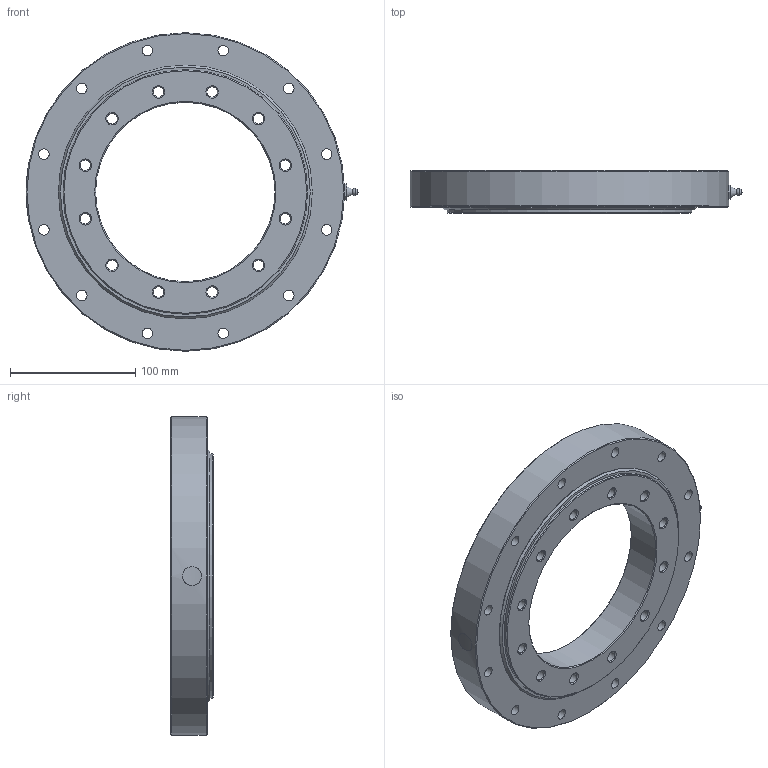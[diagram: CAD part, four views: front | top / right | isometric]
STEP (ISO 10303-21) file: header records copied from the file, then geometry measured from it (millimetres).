
FILE_DESCRIPTION(/* description */ (''),/* implementation_level */ '2;1');
FILE_NAME(/* name */ '30P.0196.13.001.stp',/* time_stamp */ '2025-06-05T15:39:43-04:00',/* author */ ('richard.potesta'),/* organization */ (''),/* preprocessor_version */ 'ST-DEVELOPER v20.1',/* originating_system */ 'Autodesk Inventor 2026',/* authorisation */ '');
FILE_SCHEMA (('AUTOMOTIVE_DESIGN { 1 0 10303 214 3 1 1 }'));
Length unit declared in the file: inch
Products named in the file (3): 30P.0196.13.001; 30P.0196.13.001_1; 1_8 NPT Fitting
Assembly tree (2 placements, depth 2):
  30P.0196.13.001
    30P.0196.13.001_1
    1_8 NPT Fitting
Bounding box: 264.66 x 34.01 x 254 mm (x, y, z)
Volume: 930246.3 mm3; surface area: 206477.6 mm2
Topology: 7 solids, 7 shells, 236 faces, 621 edges, 404 vertices
Faces by surface type: torus 61, cone 58, sphere 49, cylinder 42, plane 23, bspline 3
Full cylindrical faces by diameter (mm): 2.536 x2, 8.376 x24, 15.069 x1, 15.081 x1, 143.002 x1, 191.922 x1, 191.948 x1, 194.996 x3, 197.028 x3, 200.076 x1, 200.101 x1, 254 x1
Entity records: 14588 total; most frequent: CARTESIAN_POINT 8656, ORIENTED_EDGE 1242, DIRECTION 1139, EDGE_CURVE 621, AXIS2_PLACEMENT_3D 516, VERTEX_POINT 404, EDGE_LOOP 301, CIRCLE 278
